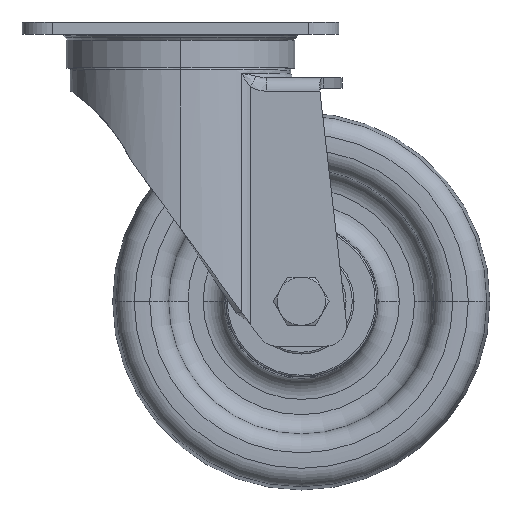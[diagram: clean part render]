
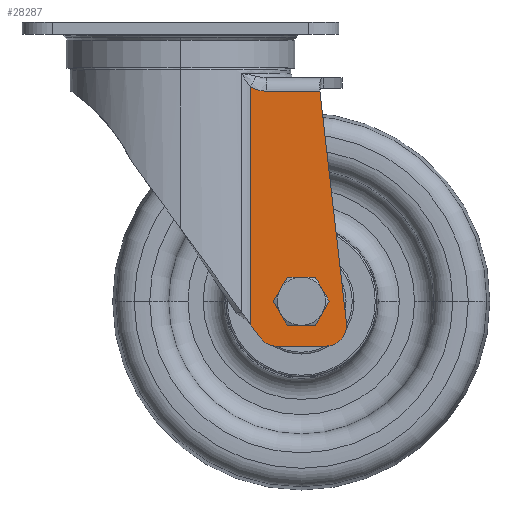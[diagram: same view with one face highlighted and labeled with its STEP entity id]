
A CAD part, top view. The second image highlights one B-rep face of the part: STEP entity #28287.
In plain terms, the highlighted planar face has unit normal (0, 0, 1).
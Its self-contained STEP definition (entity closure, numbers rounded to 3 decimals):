
#173 = VERTEX_POINT ( 'NONE', #24319 ) ;
#255 = VECTOR ( 'NONE', #410, 1000. ) ;
#410 = DIRECTION ( 'NONE',  ( 1., 0., 0. ) ) ;
#568 = CARTESIAN_POINT ( 'NONE',  ( 54.955, -99.605, 29.5 ) ) ;
#680 = CARTESIAN_POINT ( 'NONE',  ( 23.065, -100.025, 29.5 ) ) ;
#814 = VERTEX_POINT ( 'NONE', #680 ) ;
#1007 = CARTESIAN_POINT ( 'NONE',  ( 32., -107.401, 29.5 ) ) ;
#1323 = CARTESIAN_POINT ( 'NONE',  ( 40., -92.5, 29.5 ) ) ;
#1635 = LINE ( 'NONE', #9548, #8081 ) ;
#1966 = ORIENTED_EDGE ( 'NONE', *, *, #32286, .T. ) ;
#2369 = VERTEX_POINT ( 'NONE', #1007 ) ;
#2673 = CARTESIAN_POINT ( 'NONE',  ( 24.809, -22.229, 29.5 ) ) ;
#2689 = LINE ( 'NONE', #568, #31099 ) ;
#2837 = CARTESIAN_POINT ( 'NONE',  ( 26.342, -104.523, 29.5 ) ) ;
#3137 = AXIS2_PLACEMENT_3D ( 'NONE', #31168, #14669, #33938 ) ;
#3365 = VECTOR ( 'NONE', #32678, 1000. ) ;
#3507 = VERTEX_POINT ( 'NONE', #32223 ) ;
#3703 = LINE ( 'NONE', #5693, #255 ) ;
#4092 = DIRECTION ( 'NONE',  ( 0., 1., 0. ) ) ;
#4276 = VERTEX_POINT ( 'NONE', #2837 ) ;
#4795 = PLANE ( 'NONE',  #20544 ) ;
#5372 = ORIENTED_EDGE ( 'NONE', *, *, #8804, .T. ) ;
#5456 = CARTESIAN_POINT ( 'NONE',  ( 26.679, -22.768, 29.5 ) ) ;
#5693 = CARTESIAN_POINT ( 'NONE',  ( 0., -107.401, 29.5 ) ) ;
#6310 = VERTEX_POINT ( 'NONE', #18122 ) ;
#6923 = EDGE_LOOP ( 'NONE', ( #27194, #33116, #1966, #16653, #5372, #15442, #17467, #33115 ) ) ;
#7244 = B_SPLINE_CURVE_WITH_KNOTS ( 'NONE', 3,
 ( #32868, #35636, #19124, #2673, #21893, #5456, #24674, #8171 ),
 .UNSPECIFIED., .F., .F.,
 ( 4, 2, 2, 4 ),
 ( 0., 0.25, 0.5, 1. ),
 .UNSPECIFIED. ) ;
#8081 = VECTOR ( 'NONE', #12370, 1000. ) ;
#8171 = CARTESIAN_POINT ( 'NONE',  ( 28.618, -22.9, 29.5 ) ) ;
#8773 = CARTESIAN_POINT ( 'NONE',  ( 32., -100.401, 29.5 ) ) ;
#8804 = EDGE_CURVE ( 'NONE', #29811, #814, #10633, .T. ) ;
#9548 = CARTESIAN_POINT ( 'NONE',  ( 23.065, -100.025, 29.5 ) ) ;
#10275 = EDGE_CURVE ( 'NONE', #173, #6310, #2689, .T. ) ;
#10633 = LINE ( 'NONE', #12903, #24422 ) ;
#11570 = DIRECTION ( 'NONE',  ( 0., -1., 0. ) ) ;
#12370 = DIRECTION ( 'NONE',  ( 0.589, -0.808, 0. ) ) ;
#12903 = CARTESIAN_POINT ( 'NONE',  ( 23.065, 12.922, 29.5 ) ) ;
#13292 = FACE_BOUND ( 'NONE', #23592, .T. ) ;
#13565 = AXIS2_PLACEMENT_3D ( 'NONE', #8773, #28036, #11570 ) ;
#14022 = DIRECTION ( 'NONE',  ( 0., 0., 1. ) ) ;
#14669 = DIRECTION ( 'NONE',  ( 0., 0., -1. ) ) ;
#15442 = ORIENTED_EDGE ( 'NONE', *, *, #18191, .T. ) ;
#15647 = DIRECTION ( 'NONE',  ( 0., -1., 0. ) ) ;
#15821 = CARTESIAN_POINT ( 'NONE',  ( 0., -15.601, 29.5 ) ) ;
#16095 = EDGE_CURVE ( 'NONE', #23225, #24093, #22109, .T. ) ;
#16118 = CIRCLE ( 'NONE', #3137, 5.25 ) ;
#16180 = CARTESIAN_POINT ( 'NONE',  ( 0., -22.9, 29.5 ) ) ;
#16653 = ORIENTED_EDGE ( 'NONE', *, *, #25170, .F. ) ;
#17467 = ORIENTED_EDGE ( 'NONE', *, *, #23120, .T. ) ;
#17598 = ORIENTED_EDGE ( 'NONE', *, *, #16095, .T. ) ;
#17956 = LINE ( 'NONE', #16180, #3365 ) ;
#18122 = CARTESIAN_POINT ( 'NONE',  ( 46.18, -22.9, 29.5 ) ) ;
#18191 = EDGE_CURVE ( 'NONE', #814, #4276, #1635, .T. ) ;
#18582 = DIRECTION ( 'NONE',  ( 0., -1., 0. ) ) ;
#19124 = CARTESIAN_POINT ( 'NONE',  ( 23.917, -21.855, 29.5 ) ) ;
#19688 = CIRCLE ( 'NONE', #30948, 7. ) ;
#19845 = ORIENTED_EDGE ( 'NONE', *, *, #29950, .T. ) ;
#20313 = VERTEX_POINT ( 'NONE', #21791 ) ;
#20530 = DIRECTION ( 'NONE',  ( 0., 0., -1. ) ) ;
#20544 = AXIS2_PLACEMENT_3D ( 'NONE', #15821, #35080, #18582 ) ;
#21024 = CIRCLE ( 'NONE', #13565, 7. ) ;
#21791 = CARTESIAN_POINT ( 'NONE',  ( 48., -107.401, 29.5 ) ) ;
#21893 = CARTESIAN_POINT ( 'NONE',  ( 25.267, -22.386, 29.5 ) ) ;
#22109 = CIRCLE ( 'NONE', #34713, 5.25 ) ;
#22132 = CARTESIAN_POINT ( 'NONE',  ( 23.065, -21.385, 29.5 ) ) ;
#22534 = DIRECTION ( 'NONE',  ( -0.114, 0.994, 0. ) ) ;
#23120 = EDGE_CURVE ( 'NONE', #4276, #2369, #21024, .T. ) ;
#23225 = VERTEX_POINT ( 'NONE', #25764 ) ;
#23592 = EDGE_LOOP ( 'NONE', ( #19845, #17598 ) ) ;
#24093 = VERTEX_POINT ( 'NONE', #32940 ) ;
#24120 = DIRECTION ( 'NONE',  ( 0., -1., 0. ) ) ;
#24319 = CARTESIAN_POINT ( 'NONE',  ( 54.955, -99.605, 29.5 ) ) ;
#24422 = VECTOR ( 'NONE', #15647, 1000. ) ;
#24674 = CARTESIAN_POINT ( 'NONE',  ( 27.644, -22.9, 29.5 ) ) ;
#25170 = EDGE_CURVE ( 'NONE', #29811, #3507, #7244, .T. ) ;
#25764 = CARTESIAN_POINT ( 'NONE',  ( 40., -97.75, 29.5 ) ) ;
#27194 = ORIENTED_EDGE ( 'NONE', *, *, #28493, .T. ) ;
#28036 = DIRECTION ( 'NONE',  ( 0., 0., 1. ) ) ;
#28287 = ADVANCED_FACE ( 'NONE', ( #34371, #13292 ), #4795, .T. ) ;
#28493 = EDGE_CURVE ( 'NONE', #20313, #173, #19688, .T. ) ;
#29811 = VERTEX_POINT ( 'NONE', #22132 ) ;
#29896 = EDGE_CURVE ( 'NONE', #2369, #20313, #3703, .T. ) ;
#29950 = EDGE_CURVE ( 'NONE', #24093, #23225, #16118, .T. ) ;
#30482 = CARTESIAN_POINT ( 'NONE',  ( 48., -100.401, 29.5 ) ) ;
#30948 = AXIS2_PLACEMENT_3D ( 'NONE', #30482, #14022, #24120 ) ;
#31099 = VECTOR ( 'NONE', #22534, 1000. ) ;
#31168 = CARTESIAN_POINT ( 'NONE',  ( 40., -92.5, 29.5 ) ) ;
#32223 = CARTESIAN_POINT ( 'NONE',  ( 28.618, -22.9, 29.5 ) ) ;
#32286 = EDGE_CURVE ( 'NONE', #6310, #3507, #17956, .T. ) ;
#32678 = DIRECTION ( 'NONE',  ( -1., 0., 0. ) ) ;
#32868 = CARTESIAN_POINT ( 'NONE',  ( 23.065, -21.385, 29.5 ) ) ;
#32940 = CARTESIAN_POINT ( 'NONE',  ( 40., -87.25, 29.5 ) ) ;
#33115 = ORIENTED_EDGE ( 'NONE', *, *, #29896, .T. ) ;
#33116 = ORIENTED_EDGE ( 'NONE', *, *, #10275, .T. ) ;
#33938 = DIRECTION ( 'NONE',  ( 0., 1., 0. ) ) ;
#34371 = FACE_OUTER_BOUND ( 'NONE', #6923, .T. ) ;
#34713 = AXIS2_PLACEMENT_3D ( 'NONE', #1323, #20530, #4092 ) ;
#35080 = DIRECTION ( 'NONE',  ( 0., 0., 1. ) ) ;
#35636 = CARTESIAN_POINT ( 'NONE',  ( 23.484, -21.638, 29.5 ) ) ;
